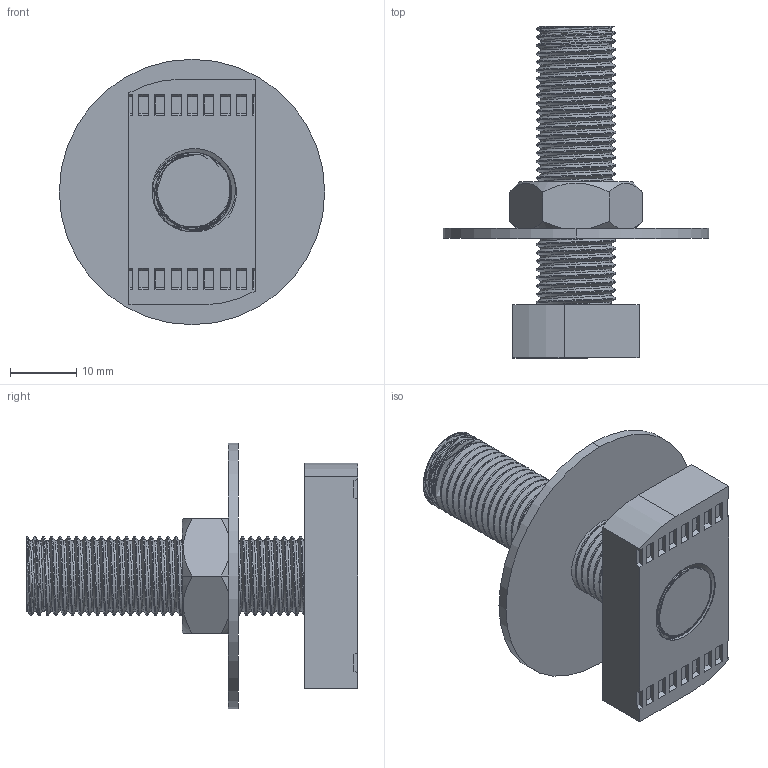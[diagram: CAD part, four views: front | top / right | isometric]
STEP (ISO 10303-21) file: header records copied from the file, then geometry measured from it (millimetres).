
FILE_DESCRIPTION (( 'STEP AP203' ), '1' );
FILE_NAME ('3D-R6660_M12x50_173486640.STEP', '2024-08-27T06:25:43', ( '' ), ( '' ), 'SwSTEP 2.0', 'SolidWorks 2024', '' );
FILE_SCHEMA (( 'CONFIG_CONTROL_DESIGN' ));
Length unit declared in the file: millimetre
Products named in the file (1): 3D-R6660_M12x50_173486640
Bounding box: 40 x 50 x 40 mm (x, y, z)
Volume: 11656.6 mm3; surface area: 9136.5 mm2
Topology: 4 solids, 4 shells, 236 faces, 639 edges, 425 vertices
Faces by surface type: cylinder 114, plane 104, bspline 9, cone 9
Entity records: 26717 total; most frequent: CARTESIAN_POINT 21318, ORIENTED_EDGE 1278, DIRECTION 870, EDGE_CURVE 639, VERTEX_POINT 425, LINE 354, VECTOR 354, AXIS2_PLACEMENT_3D 258
